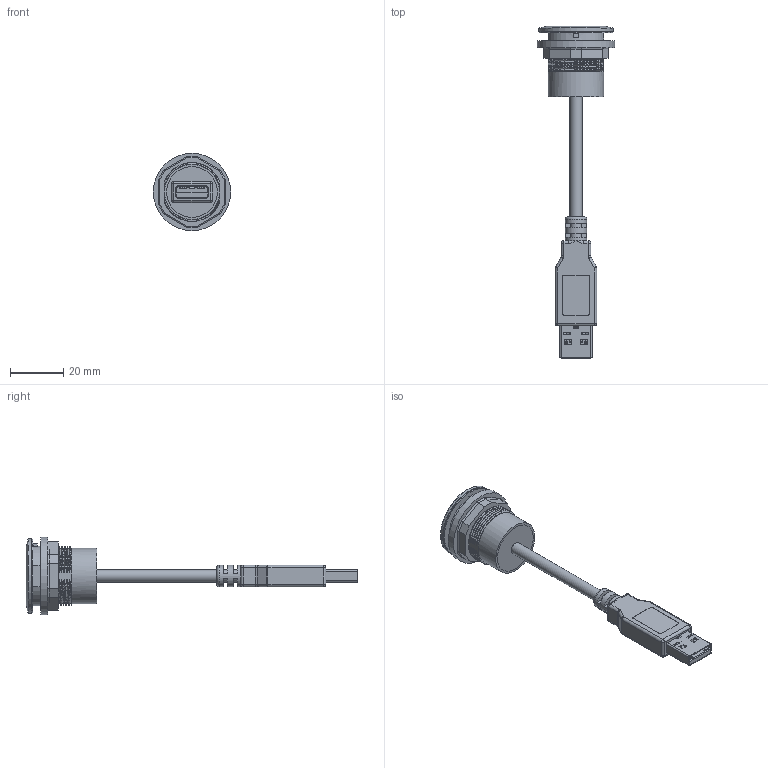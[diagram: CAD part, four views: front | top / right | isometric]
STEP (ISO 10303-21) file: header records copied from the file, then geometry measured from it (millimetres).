
FILE_DESCRIPTION(/* description */ (''),/* implementation_level */ '2;1');
FILE_NAME(/* name */ 'RRJVA_USB3.stp',/* time_stamp */ '2016-04-08T09:08:54+02:00',/* author */ ('mharscher'),/* organization */ (''),/* preprocessor_version */ 'ST-DEVELOPER v15.2',/* originating_system */ 'Autodesk Inventor 2014',/* authorisation */ '');
FILE_SCHEMA (('CONFIG_CONTROL_DESIGN'));
Length unit declared in the file: millimetre
Products named in the file (1): RRJVA_3USB
Bounding box: 29 x 124.45 x 29 mm (x, y, z)
Volume: 15055.2 mm3; surface area: 9798.6 mm2
Topology: 1 solids, 1 shells, 1110 faces, 3108 edges, 1955 vertices
Faces by surface type: plane 659, cylinder 319, bspline 99, torus 12, sphere 12, cone 9
Full cylindrical faces by diameter (mm): 4.5 x1, 8 x1, 20 x1, 20.05 x1, 20.7 x1, 20.917 x1, 22.6 x1, 25.35 x1, 27.1 x1, 27.3 x1, 27.4 x1, 27.9 x1, 29 x1
Entity records: 41997 total; most frequent: CARTESIAN_POINT 14042, ORIENTED_EDGE 6156, DIRECTION 5354, EDGE_CURVE 3059, LINE 2124, VECTOR 2124, VERTEX_POINT 1945, AXIS2_PLACEMENT_3D 1615
